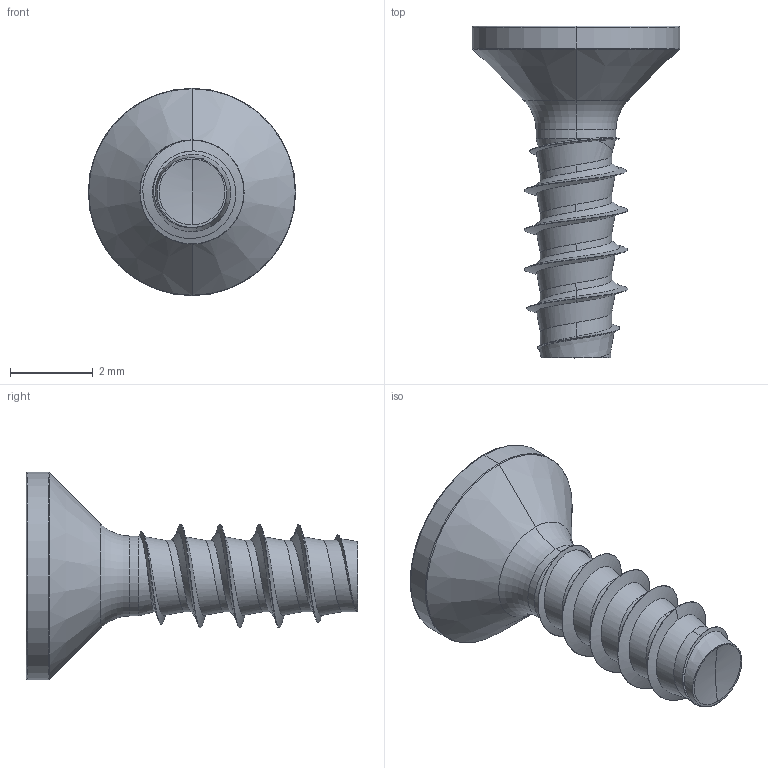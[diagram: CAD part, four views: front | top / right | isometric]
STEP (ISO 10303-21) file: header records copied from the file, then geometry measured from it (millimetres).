
FILE_DESCRIPTION (( 'STEP AP203' ), '1' );
FILE_NAME ('STP330250080.STEP', '2017-08-15T15:18:47', ( '' ), ( '' ), 'SwSTEP 2.0', 'SolidWorks 2015', '' );
FILE_SCHEMA (( 'CONFIG_CONTROL_DESIGN' ));
Length unit declared in the file: millimetre
Products named in the file (1): STP330250080
Bounding box: 5 x 8 x 5 mm (x, y, z)
Volume: 40.8 mm3; surface area: 111.4 mm2
Topology: 1 solids, 1 shells, 172 faces, 384 edges, 214 vertices
Faces by surface type: cylinder 57, bspline 51, sphere 26, plane 22, cone 10, torus 6
Entity records: 11945 total; most frequent: CARTESIAN_POINT 8490, ORIENTED_EDGE 764, DIRECTION 635, EDGE_CURVE 382, AXIS2_PLACEMENT_3D 262, VERTEX_POINT 214, EDGE_LOOP 174, FACE_OUTER_BOUND 172
